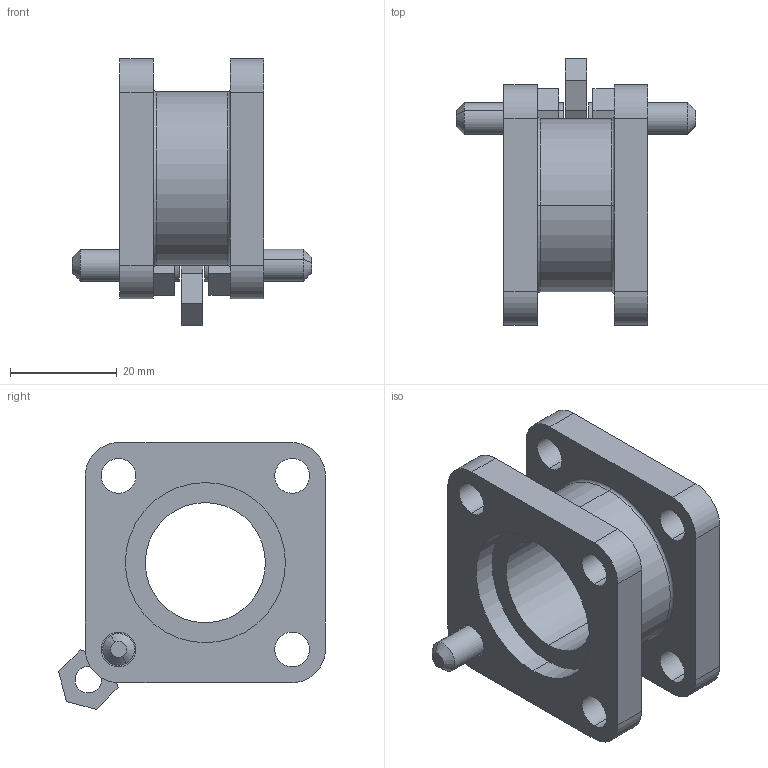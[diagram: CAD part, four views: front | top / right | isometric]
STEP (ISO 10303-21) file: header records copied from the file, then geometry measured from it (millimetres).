
FILE_DESCRIPTION (( 'STEP AP214' ), '1' );
FILE_NAME ('32 ADAPTOR.STEP', '2010-08-10T15:13:57', ( '' ), ( '' ), 'SwSTEP 2.0', 'SolidWorks 2010', '' );
FILE_SCHEMA (( 'AUTOMOTIVE_DESIGN' ));
Length unit declared in the file: millimetre
Products named in the file (4): ADAPTÖR  ÇAP 32; 32   ADAPTOR; 莂p 32-40  Set黶k黵 somunu; 莂p  32-40  SET躍K躌
Assembly tree (6 placements, depth 2):
  32   ADAPTOR
    莂p 32-40  Set黶k黵 somunu  x3
    莂p  32-40  SET躍K躌  x2
    ADAPTÖR  ÇAP 32
Bounding box: 44.83 x 50 x 50 mm (x, y, z)
Volume: 23853.2 mm3; surface area: 13589.7 mm2
Topology: 6 solids, 6 shells, 106 faces, 256 edges, 168 vertices
Faces by surface type: plane 56, cylinder 42, cone 4, torus 4
Entity records: 2450 total; most frequent: DIRECTION 426, CARTESIAN_POINT 380, ORIENTED_EDGE 360, EDGE_CURVE 180, AXIS2_PLACEMENT_3D 164, VERTEX_POINT 118, EDGE_LOOP 98, LINE 98
